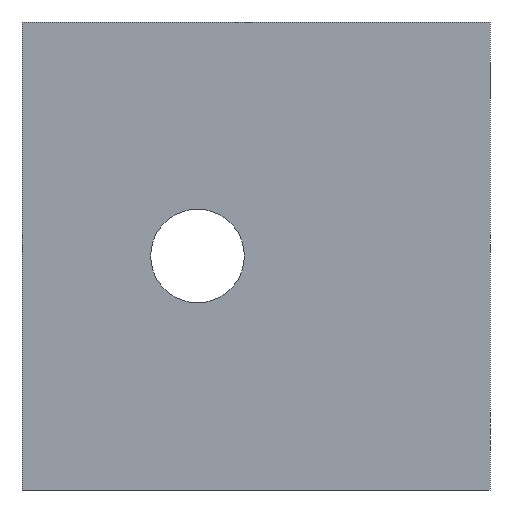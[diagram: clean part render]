
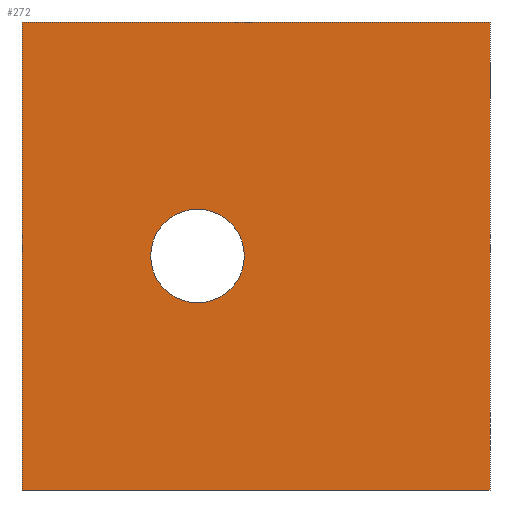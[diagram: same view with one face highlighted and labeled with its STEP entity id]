
A CAD part, left-side view. The second image highlights one B-rep face of the part: STEP entity #272.
In plain terms, the highlighted planar face has unit normal (-1, 0, 0).
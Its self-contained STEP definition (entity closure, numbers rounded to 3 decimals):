
#22=DIRECTION('',(0.,-1.,0.));
#23=VECTOR('',#22,40.);
#24=CARTESIAN_POINT('',(0.,40.,0.));
#25=LINE('',#24,#23);
#26=DIRECTION('',(0.,0.,1.));
#27=VECTOR('',#26,40.);
#28=CARTESIAN_POINT('',(0.,0.,0.));
#29=LINE('',#28,#27);
#50=DIRECTION('',(0.,0.,1.));
#51=VECTOR('',#50,40.);
#52=CARTESIAN_POINT('',(0.,40.,0.));
#53=LINE('',#52,#51);
#54=CARTESIAN_POINT('',(0.,25.,20.));
#55=DIRECTION('',(1.,0.,0.));
#56=DIRECTION('',(0.,0.,-1.));
#57=AXIS2_PLACEMENT_3D('',#54,#55,#56);
#59=CARTESIAN_POINT('',(0.,25.,20.));
#60=DIRECTION('',(1.,0.,0.));
#61=DIRECTION('',(0.,0.,1.));
#62=AXIS2_PLACEMENT_3D('',#59,#60,#61);
#114=DIRECTION('',(0.,-1.,0.));
#115=VECTOR('',#114,40.);
#116=CARTESIAN_POINT('',(0.,40.,40.));
#117=LINE('',#116,#115);
#158=CARTESIAN_POINT('',(0.,0.,0.));
#160=VERTEX_POINT('',#158);
#168=CARTESIAN_POINT('',(0.,40.,0.));
#169=VERTEX_POINT('',#168);
#170=CARTESIAN_POINT('',(0.,0.,40.));
#172=VERTEX_POINT('',#170);
#180=CARTESIAN_POINT('',(0.,40.,40.));
#181=VERTEX_POINT('',#180);
#186=CARTESIAN_POINT('',(0.,25.,16.));
#187=CARTESIAN_POINT('',(0.,25.,24.));
#188=VERTEX_POINT('',#186);
#189=VERTEX_POINT('',#187);
#253=CARTESIAN_POINT('',(0.,40.,0.));
#254=DIRECTION('',(-1.,0.,0.));
#255=DIRECTION('',(0.,-1.,0.));
#256=AXIS2_PLACEMENT_3D('',#253,#254,#255);
#257=PLANE('',#256);
#258=ORIENTED_EDGE('',*,*,#221,.F.);
#260=ORIENTED_EDGE('',*,*,#259,.T.);
#262=ORIENTED_EDGE('',*,*,#261,.T.);
#263=ORIENTED_EDGE('',*,*,#232,.F.);
#264=EDGE_LOOP('',(#258,#260,#262,#263));
#265=FACE_OUTER_BOUND('',#264,.F.);
#267=ORIENTED_EDGE('',*,*,#266,.F.);
#269=ORIENTED_EDGE('',*,*,#268,.F.);
#270=EDGE_LOOP('',(#267,#269));
#271=FACE_BOUND('',#270,.F.);
#272=ADVANCED_FACE('',(#265,#271),#257,.T.);
#58=CIRCLE('',#57,4.);
#63=CIRCLE('',#62,4.);
#221=EDGE_CURVE('',#169,#160,#25,.T.);
#232=EDGE_CURVE('',#160,#172,#29,.T.);
#259=EDGE_CURVE('',#169,#181,#53,.T.);
#261=EDGE_CURVE('',#181,#172,#117,.T.);
#266=EDGE_CURVE('',#188,#189,#58,.T.);
#268=EDGE_CURVE('',#189,#188,#63,.T.);
